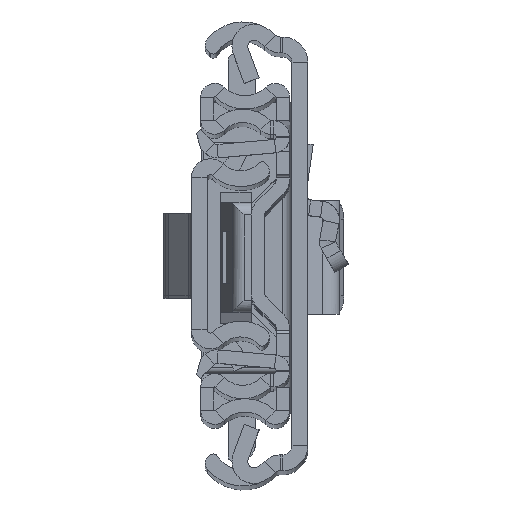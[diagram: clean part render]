
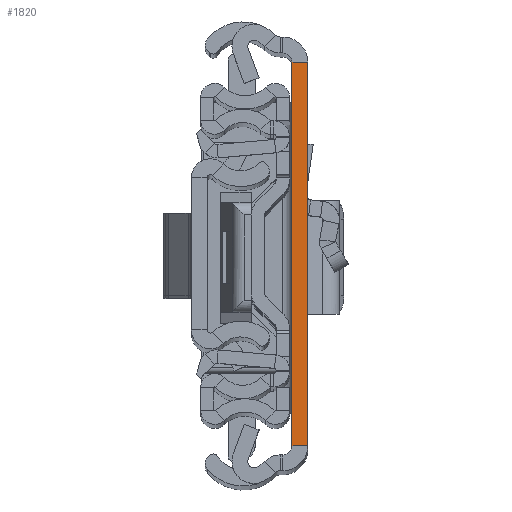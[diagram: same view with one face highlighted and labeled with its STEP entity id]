
A CAD part, top view. The second image highlights one B-rep face of the part: STEP entity #1820.
In plain terms, the highlighted planar face has unit normal (0, 0, 1).
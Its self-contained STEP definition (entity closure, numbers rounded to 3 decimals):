
#26 = DIRECTION ( 'NONE',  ( 0., 1., 0. ) ) ;
#399 = DIRECTION ( 'NONE',  ( 1., 0., 0. ) ) ;
#886 = AXIS2_PLACEMENT_3D ( 'NONE', #5456, #12684, #8285 ) ;
#989 = EDGE_CURVE ( 'NONE', #3721, #4748, #11094, .T. ) ;
#1261 = FACE_OUTER_BOUND ( 'NONE', #14747, .T. ) ;
#1539 = CARTESIAN_POINT ( 'NONE',  ( 2.6, -31.5, 0. ) ) ;
#1721 = CARTESIAN_POINT ( 'NONE',  ( 2.6, 31.5, 0. ) ) ;
#1820 = ADVANCED_FACE ( 'NONE', ( #1261 ), #6871, .F. ) ;
#1872 = ORIENTED_EDGE ( 'NONE', *, *, #17257, .F. ) ;
#2632 = VECTOR ( 'NONE', #26, 1000. ) ;
#2924 = VECTOR ( 'NONE', #13886, 1000. ) ;
#2946 = LINE ( 'NONE', #1721, #10155 ) ;
#3120 = LINE ( 'NONE', #1539, #2632 ) ;
#3721 = VERTEX_POINT ( 'NONE', #11602 ) ;
#4271 = VECTOR ( 'NONE', #9426, 1000. ) ;
#4748 = VERTEX_POINT ( 'NONE', #5249 ) ;
#5064 = CARTESIAN_POINT ( 'NONE',  ( 0., -31.5, 0. ) ) ;
#5249 = CARTESIAN_POINT ( 'NONE',  ( 0., 31.5, 0. ) ) ;
#5456 = CARTESIAN_POINT ( 'NONE',  ( 2.6, -31.5, 0. ) ) ;
#5639 = ORIENTED_EDGE ( 'NONE', *, *, #15076, .T. ) ;
#5691 = VERTEX_POINT ( 'NONE', #15707 ) ;
#6545 = CARTESIAN_POINT ( 'NONE',  ( 2.6, 31.5, 0. ) ) ;
#6618 = CARTESIAN_POINT ( 'NONE',  ( 2.6, -31.5, 0. ) ) ;
#6871 = PLANE ( 'NONE',  #886 ) ;
#7018 = EDGE_CURVE ( 'NONE', #5691, #10679, #3120, .T. ) ;
#8285 = DIRECTION ( 'NONE',  ( 0., 1., 0. ) ) ;
#9426 = DIRECTION ( 'NONE',  ( 1., 0., 0. ) ) ;
#10155 = VECTOR ( 'NONE', #399, 1000. ) ;
#10315 = ORIENTED_EDGE ( 'NONE', *, *, #7018, .T. ) ;
#10679 = VERTEX_POINT ( 'NONE', #6545 ) ;
#11094 = LINE ( 'NONE', #5064, #2924 ) ;
#11566 = ORIENTED_EDGE ( 'NONE', *, *, #989, .F. ) ;
#11602 = CARTESIAN_POINT ( 'NONE',  ( 0., -31.5, 0. ) ) ;
#12049 = LINE ( 'NONE', #6618, #4271 ) ;
#12684 = DIRECTION ( 'NONE',  ( 0., 0., -1. ) ) ;
#13886 = DIRECTION ( 'NONE',  ( 0., 1., 0. ) ) ;
#14747 = EDGE_LOOP ( 'NONE', ( #1872, #11566, #5639, #10315 ) ) ;
#15076 = EDGE_CURVE ( 'NONE', #3721, #5691, #12049, .T. ) ;
#15707 = CARTESIAN_POINT ( 'NONE',  ( 2.6, -31.5, 0. ) ) ;
#17257 = EDGE_CURVE ( 'NONE', #4748, #10679, #2946, .T. ) ;
